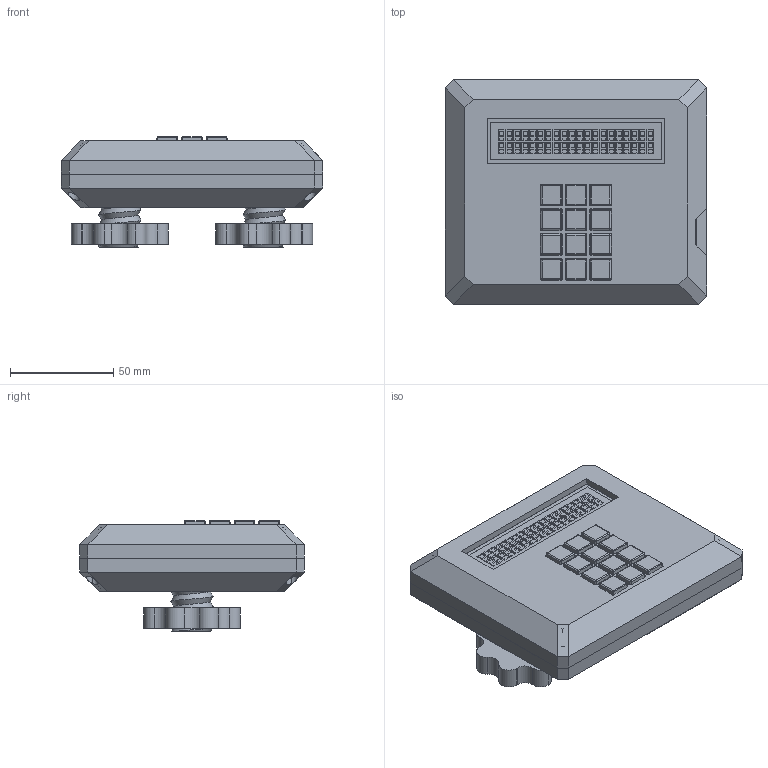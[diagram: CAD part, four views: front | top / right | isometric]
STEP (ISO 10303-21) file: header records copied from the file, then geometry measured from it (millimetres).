
FILE_DESCRIPTION (( 'STEP AP203' ), '1' );
FILE_NAME ('LASER BED LEVEL SYSTEM PENDANT V2.STEP', '2021-04-30T14:05:57', ( '' ), ( '' ), 'SwSTEP 2.0', 'SolidWorks 2020', '' );
FILE_SCHEMA (( 'CONFIG_CONTROL_DESIGN' ));
Products named in the file (1): LASER BED LEVEL SYSTEM PENDANT V2
Bounding box: 126.73 x 108.83 x 53.76 mm (x, y, z)
Volume: 170588.9 mm3; surface area: 126719.4 mm2
Topology: 8 solids, 20 shells, 3825 faces, 10187 edges, 6680 vertices
Faces by surface type: plane 2655, cylinder 1080, sphere 60, bspline 30
Entity records: 136392 total; most frequent: CARTESIAN_POINT 39817, ORIENTED_EDGE 20230, DIRECTION 19478, EDGE_CURVE 10115, VECTOR 7844, LINE 7844, VERTEX_POINT 6668, AXIS2_PLACEMENT_3D 5817
